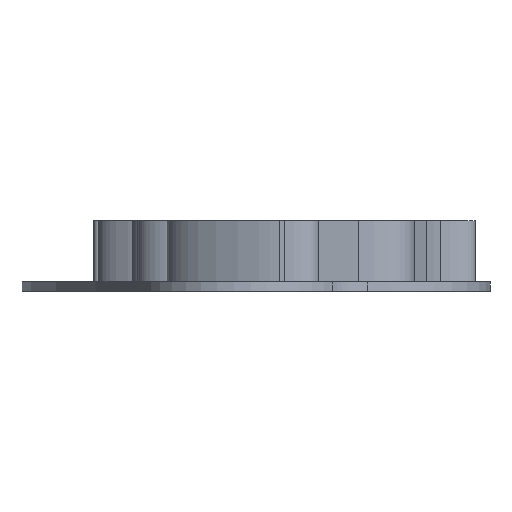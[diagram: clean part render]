
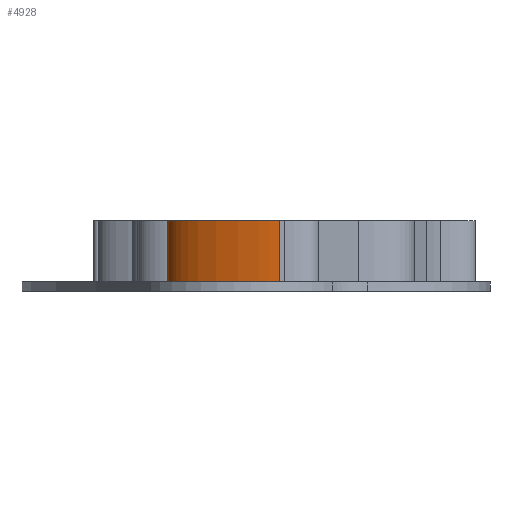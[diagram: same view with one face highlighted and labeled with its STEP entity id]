
A CAD part, left-side view. The second image highlights one B-rep face of the part: STEP entity #4928.
In plain terms, the highlighted free-form (B-spline) face has degree [3, 1] with [4, 2] control points.
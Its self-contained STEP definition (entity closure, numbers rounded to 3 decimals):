
#84=(
BOUNDED_SURFACE()
B_SPLINE_SURFACE(3,1,((#7640,#7641),(#7642,#7643),(#7644,#7645),(#7646,
#7647)),.UNSPECIFIED.,.F.,.F.,.F.)
B_SPLINE_SURFACE_WITH_KNOTS((4,4),(2,2),(0.,1.),(0.,0.3),.UNSPECIFIED.)
GEOMETRIC_REPRESENTATION_ITEM()
RATIONAL_B_SPLINE_SURFACE(((1.,1.),(1.,1.),(1.,1.),(1.,1.)))
REPRESENTATION_ITEM('')
SURFACE()
);
#395=FACE_OUTER_BOUND('',#669,.T.);
#669=EDGE_LOOP('',(#3757,#3758,#3759,#3760));
#943=(
BOUNDED_CURVE()
B_SPLINE_CURVE(3,(#6197,#6198,#6199,#6200),.UNSPECIFIED.,.F.,.F.)
B_SPLINE_CURVE_WITH_KNOTS((4,4),(0.,1.),.UNSPECIFIED.)
CURVE()
GEOMETRIC_REPRESENTATION_ITEM()
RATIONAL_B_SPLINE_CURVE((1.,1.,1.,1.))
REPRESENTATION_ITEM('')
);
#1128=(
BOUNDED_CURVE()
B_SPLINE_CURVE(3,(#7649,#7650,#7651,#7652),.UNSPECIFIED.,.F.,.F.)
B_SPLINE_CURVE_WITH_KNOTS((4,4),(0.,1.),.UNSPECIFIED.)
CURVE()
GEOMETRIC_REPRESENTATION_ITEM()
RATIONAL_B_SPLINE_CURVE((1.,1.,1.,1.))
REPRESENTATION_ITEM('')
);
#1386=LINE('',#7639,#1700);
#1387=LINE('',#7653,#1701);
#1700=VECTOR('',#5469,22.);
#1701=VECTOR('',#5470,22.);
#2017=VERTEX_POINT('',#6191);
#2018=VERTEX_POINT('',#6196);
#2246=VERTEX_POINT('',#7634);
#2247=VERTEX_POINT('',#7648);
#2553=EDGE_CURVE('',#2018,#2017,#943,.T.);
#2835=EDGE_CURVE('',#2017,#2246,#1386,.T.);
#2836=EDGE_CURVE('',#2247,#2246,#1128,.T.);
#2837=EDGE_CURVE('',#2018,#2247,#1387,.T.);
#3757=ORIENTED_EDGE('',*,*,#2553,.T.);
#3758=ORIENTED_EDGE('',*,*,#2835,.T.);
#3759=ORIENTED_EDGE('',*,*,#2836,.F.);
#3760=ORIENTED_EDGE('',*,*,#2837,.F.);
#4928=ADVANCED_FACE('',(#395),#84,.T.);
#5469=DIRECTION('',(0.,0.,1.));
#5470=DIRECTION('',(0.,0.,1.));
#6191=CARTESIAN_POINT('',(-4.698,-10.689,-3.6));
#6196=CARTESIAN_POINT('',(2.942,1.398,-3.6));
#6197=CARTESIAN_POINT('Ctrl Pts',(2.942,1.398,-3.6));
#6198=CARTESIAN_POINT('Ctrl Pts',(-0.964,1.398,-3.6));
#6199=CARTESIAN_POINT('Ctrl Pts',(-4.268,-6.358,-3.6));
#6200=CARTESIAN_POINT('Ctrl Pts',(-4.698,-10.689,-3.6));
#7634=CARTESIAN_POINT('',(-4.698,-10.689,3.));
#7639=CARTESIAN_POINT('',(-4.698,-10.689,-3.6));
#7640=CARTESIAN_POINT('Ctrl Pts',(2.942,1.398,-3.6));
#7641=CARTESIAN_POINT('Ctrl Pts',(2.942,1.398,3.));
#7642=CARTESIAN_POINT('Ctrl Pts',(-0.964,1.398,-3.6));
#7643=CARTESIAN_POINT('Ctrl Pts',(-0.964,1.398,3.));
#7644=CARTESIAN_POINT('Ctrl Pts',(-4.268,-6.358,-3.6));
#7645=CARTESIAN_POINT('Ctrl Pts',(-4.268,-6.358,3.));
#7646=CARTESIAN_POINT('Ctrl Pts',(-4.698,-10.689,-3.6));
#7647=CARTESIAN_POINT('Ctrl Pts',(-4.698,-10.689,3.));
#7648=CARTESIAN_POINT('',(2.942,1.398,3.));
#7649=CARTESIAN_POINT('Ctrl Pts',(2.942,1.398,3.));
#7650=CARTESIAN_POINT('Ctrl Pts',(-0.964,1.398,3.));
#7651=CARTESIAN_POINT('Ctrl Pts',(-4.268,-6.358,3.));
#7652=CARTESIAN_POINT('Ctrl Pts',(-4.698,-10.689,3.));
#7653=CARTESIAN_POINT('',(2.942,1.398,-3.6));
